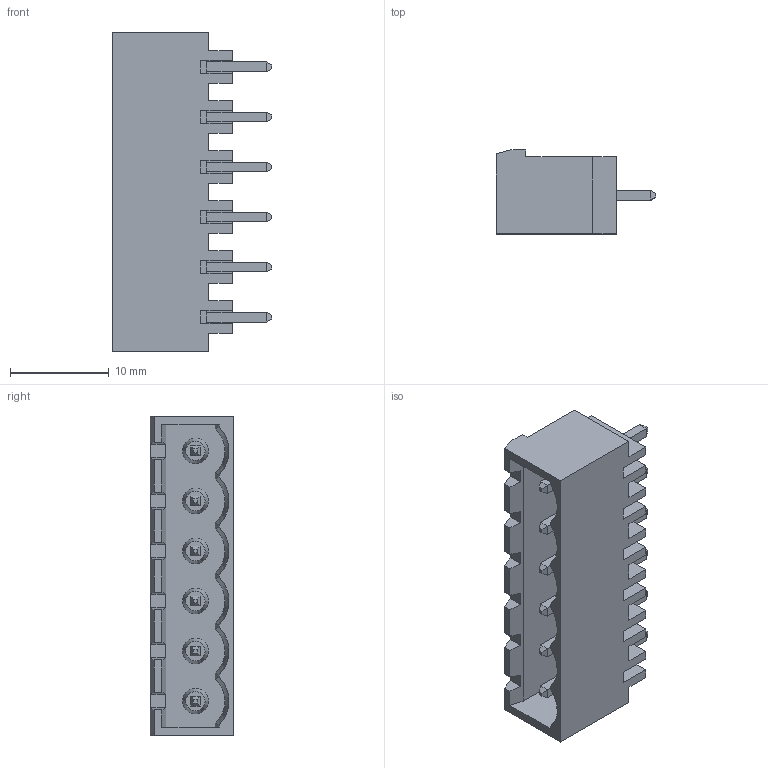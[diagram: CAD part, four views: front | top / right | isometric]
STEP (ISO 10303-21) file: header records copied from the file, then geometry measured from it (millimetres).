
FILE_DESCRIPTION(('STEP AP214'),'1');
FILE_NAME('PV06-5,08-V-P.stp','2018-07-06T09:44:06',(' '),(' '),'Spatial InterOp 3D',' ',' ');
FILE_SCHEMA(('automotive_design'));
Length unit declared in the file: metre
Products named in the file (1): 1
Bounding box: 16.2 x 8.5 x 32.48 mm (x, y, z)
Volume: 1439.8 mm3; surface area: 2752.3 mm2
Topology: 1 solids, 1 shells, 243 faces, 615 edges, 392 vertices
Faces by surface type: plane 225, cone 12, cylinder 6
Entity records: 8996 total; most frequent: CARTESIAN_POINT 1269, ORIENTED_EDGE 1206, DIRECTION 1109, EDGE_CURVE 603, LINE 561, VECTOR 561, VERTEX_POINT 386, AXIS2_PLACEMENT_3D 274
